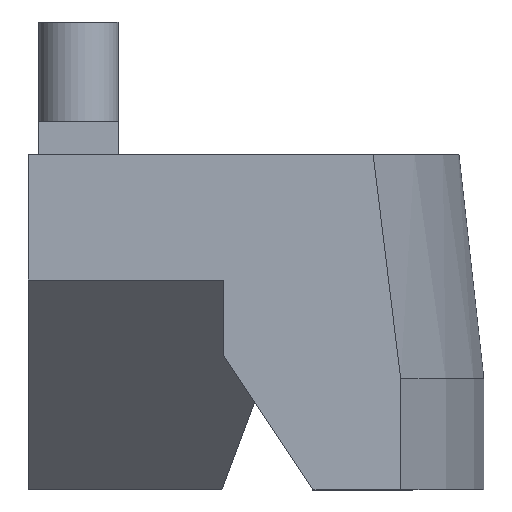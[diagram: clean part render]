
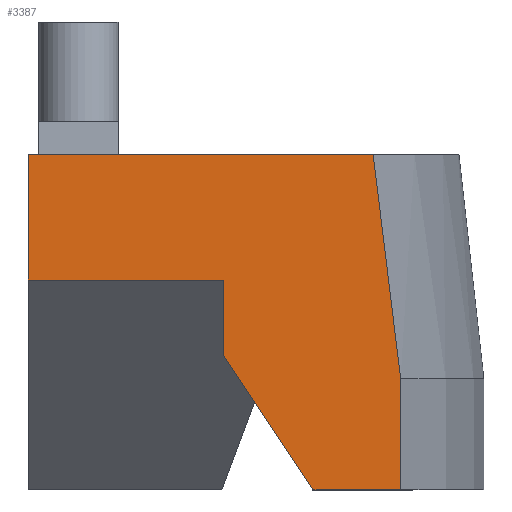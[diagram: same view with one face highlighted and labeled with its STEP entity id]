
A CAD part, front view. The second image highlights one B-rep face of the part: STEP entity #3387.
In plain terms, the highlighted planar face has unit normal (0, -1, 0).
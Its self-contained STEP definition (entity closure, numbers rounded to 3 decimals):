
#131 = CARTESIAN_POINT ( 'NONE',  ( 140., -280., -356.453 ) ) ;
#250 = ORIENTED_EDGE ( 'NONE', *, *, #1699, .F. ) ;
#317 = EDGE_CURVE ( 'NONE', #1801, #3565, #2188, .T. ) ;
#325 = CARTESIAN_POINT ( 'NONE',  ( 155., -280., -456.453 ) ) ;
#508 = VERTEX_POINT ( 'NONE', #2965 ) ;
#565 = VECTOR ( 'NONE', #993, 1000. ) ;
#577 = ORIENTED_EDGE ( 'NONE', *, *, #1775, .T. ) ;
#676 = LINE ( 'NONE', #2990, #1274 ) ;
#791 = ORIENTED_EDGE ( 'NONE', *, *, #317, .T. ) ;
#805 = LINE ( 'NONE', #1207, #2744 ) ;
#819 = DIRECTION ( 'NONE',  ( -1., 0., 0. ) ) ;
#896 = DIRECTION ( 'NONE',  ( 0., 1., 0. ) ) ;
#993 = DIRECTION ( 'NONE',  ( 0.555, 0., -0.832 ) ) ;
#1013 = LINE ( 'NONE', #2716, #1181 ) ;
#1152 = EDGE_CURVE ( 'NONE', #3034, #3840, #3564, .T. ) ;
#1154 = VERTEX_POINT ( 'NONE', #2256 ) ;
#1179 = VECTOR ( 'NONE', #2619, 1000. ) ;
#1181 = VECTOR ( 'NONE', #3996, 1000. ) ;
#1204 = VECTOR ( 'NONE', #3938, 1000. ) ;
#1207 = CARTESIAN_POINT ( 'NONE',  ( 488.458, -280., -556.992 ) ) ;
#1208 = AXIS2_PLACEMENT_3D ( 'NONE', #3797, #896, #2847 ) ;
#1274 = VECTOR ( 'NONE', #2377, 1000. ) ;
#1293 = PLANE ( 'NONE',  #1208 ) ;
#1565 = ORIENTED_EDGE ( 'NONE', *, *, #3179, .F. ) ;
#1589 = EDGE_CURVE ( 'NONE', #1154, #1611, #2611, .T. ) ;
#1611 = VERTEX_POINT ( 'NONE', #3685 ) ;
#1650 = LINE ( 'NONE', #3603, #1204 ) ;
#1699 = EDGE_CURVE ( 'NONE', #508, #3565, #1013, .T. ) ;
#1775 = EDGE_CURVE ( 'NONE', #1927, #3034, #805, .T. ) ;
#1801 = VERTEX_POINT ( 'NONE', #2143 ) ;
#1903 = CARTESIAN_POINT ( 'NONE',  ( 463.858, -280., -356.453 ) ) ;
#1927 = VERTEX_POINT ( 'NONE', #2843 ) ;
#2072 = VECTOR ( 'NONE', #819, 1000. ) ;
#2110 = ORIENTED_EDGE ( 'NONE', *, *, #2206, .T. ) ;
#2143 = CARTESIAN_POINT ( 'NONE',  ( 155., -280., -356.453 ) ) ;
#2188 = LINE ( 'NONE', #325, #3259 ) ;
#2206 = EDGE_CURVE ( 'NONE', #3840, #1801, #3725, .T. ) ;
#2256 = CARTESIAN_POINT ( 'NONE',  ( 330., -280., -536.453 ) ) ;
#2330 = CARTESIAN_POINT ( 'NONE',  ( 155., -280., -468.453 ) ) ;
#2377 = DIRECTION ( 'NONE',  ( 0., 0., 1. ) ) ;
#2577 = CARTESIAN_POINT ( 'NONE',  ( 463.858, -280., -356.453 ) ) ;
#2599 = ORIENTED_EDGE ( 'NONE', *, *, #1589, .T. ) ;
#2611 = LINE ( 'NONE', #3896, #565 ) ;
#2619 = DIRECTION ( 'NONE',  ( -0.122, 0., 0.993 ) ) ;
#2716 = CARTESIAN_POINT ( 'NONE',  ( 330., -280., -468.453 ) ) ;
#2744 = VECTOR ( 'NONE', #3793, 1000. ) ;
#2843 = CARTESIAN_POINT ( 'NONE',  ( 488.458, -280., -656.453 ) ) ;
#2847 = DIRECTION ( 'NONE',  ( -1., 0., 0. ) ) ;
#2965 = CARTESIAN_POINT ( 'NONE',  ( 330., -280., -468.453 ) ) ;
#2990 = CARTESIAN_POINT ( 'NONE',  ( 330., -280., -656.453 ) ) ;
#3034 = VERTEX_POINT ( 'NONE', #3166 ) ;
#3112 = ORIENTED_EDGE ( 'NONE', *, *, #1152, .T. ) ;
#3127 = EDGE_CURVE ( 'NONE', #1154, #508, #676, .T. ) ;
#3166 = CARTESIAN_POINT ( 'NONE',  ( 488.458, -280., -556.992 ) ) ;
#3179 = EDGE_CURVE ( 'NONE', #1927, #1611, #1650, .T. ) ;
#3259 = VECTOR ( 'NONE', #3495, 1000. ) ;
#3352 = EDGE_LOOP ( 'NONE', ( #2110, #791, #250, #3539, #2599, #1565, #577, #3112 ) ) ;
#3387 = ADVANCED_FACE ( 'NONE', ( #3496 ), #1293, .F. ) ;
#3495 = DIRECTION ( 'NONE',  ( 0., 0., -1. ) ) ;
#3496 = FACE_OUTER_BOUND ( 'NONE', #3352, .T. ) ;
#3539 = ORIENTED_EDGE ( 'NONE', *, *, #3127, .F. ) ;
#3564 = LINE ( 'NONE', #2577, #1179 ) ;
#3565 = VERTEX_POINT ( 'NONE', #2330 ) ;
#3603 = CARTESIAN_POINT ( 'NONE',  ( 438.458, -280., -656.453 ) ) ;
#3685 = CARTESIAN_POINT ( 'NONE',  ( 410., -280., -656.453 ) ) ;
#3725 = LINE ( 'NONE', #131, #2072 ) ;
#3793 = DIRECTION ( 'NONE',  ( 0., 0., 1. ) ) ;
#3797 = CARTESIAN_POINT ( 'NONE',  ( 140., -280., -456.453 ) ) ;
#3840 = VERTEX_POINT ( 'NONE', #1903 ) ;
#3896 = CARTESIAN_POINT ( 'NONE',  ( 234.615, -280., -393.376 ) ) ;
#3938 = DIRECTION ( 'NONE',  ( -1., 0., 0. ) ) ;
#3996 = DIRECTION ( 'NONE',  ( -1., 0., 0. ) ) ;
